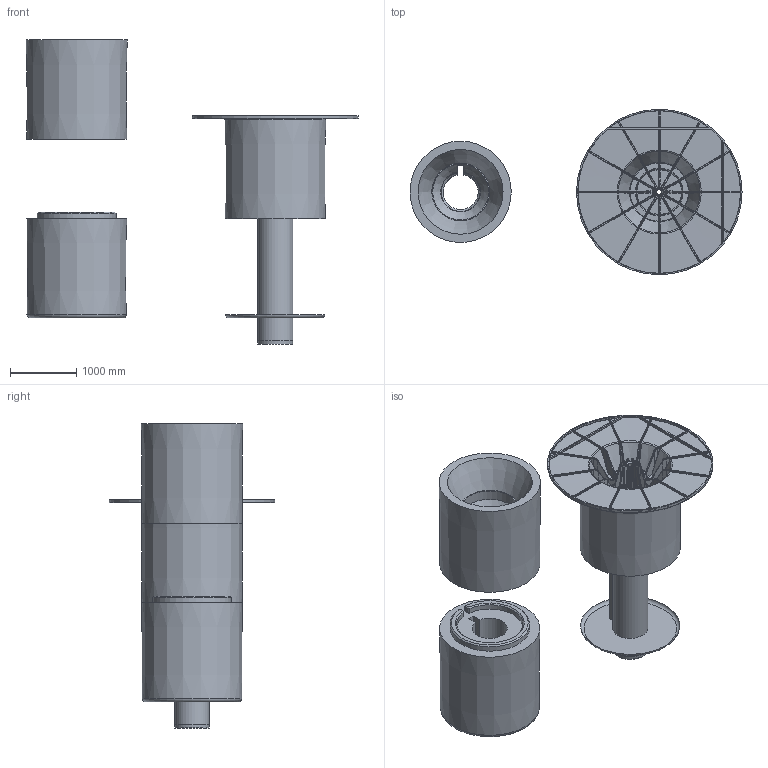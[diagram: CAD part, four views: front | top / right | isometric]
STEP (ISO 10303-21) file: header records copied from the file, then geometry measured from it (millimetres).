
FILE_DESCRIPTION(/* description */ (''),/* implementation_level */ '2;1');
FILE_NAME(/* name */ '18108.050X_3D.stp',/* time_stamp */ '2025-07-22T09:44:44+02:00',/* author */ ('CAD'),/* organization */ (''),/* preprocessor_version */ 'ST-DEVELOPER v20',/* originating_system */ 'AutoCAD Mechanical',/* authorisation */ '');
FILE_SCHEMA (('AUTOMOTIVE_DESIGN { 1 0 10303 214 3 1 1 }'));
Length unit declared in the file: centimetre
Products named in the file (2): Product; *S0
Assembly tree (1 placements, depth 2):
  Product
    *S0
Bounding box: 5015 x 2500 x 4593.45 mm (x, y, z)
Volume: 8813990254.8 mm3; surface area: 83064748.3 mm2
Topology: 6 solids, 6 shells, 1584 faces, 3652 edges, 2066 vertices
Faces by surface type: bspline 717, cylinder 309, plane 273, cone 105, torus 102, sphere 78
Full cylindrical faces by diameter (mm): 500 x1, 530 x1, 810 x1, 834 x1, 844 x2, 2500 x1
Entity records: 64375 total; most frequent: CARTESIAN_POINT 32206, ORIENTED_EDGE 7258, DIRECTION 5800, EDGE_CURVE 3629, AXIS2_PLACEMENT_3D 2443, VERTEX_POINT 2066, EDGE_LOOP 1605, FACE_OUTER_BOUND 1584
